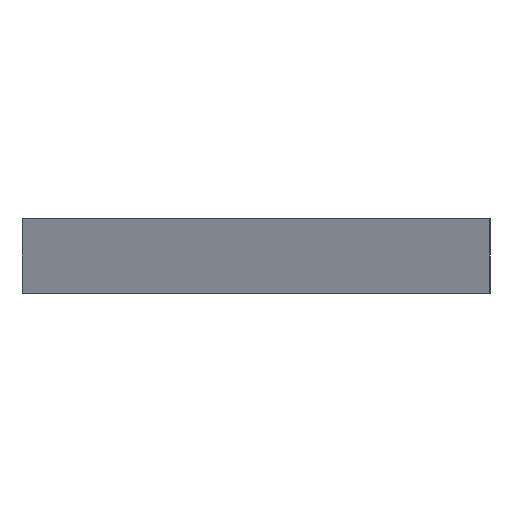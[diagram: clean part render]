
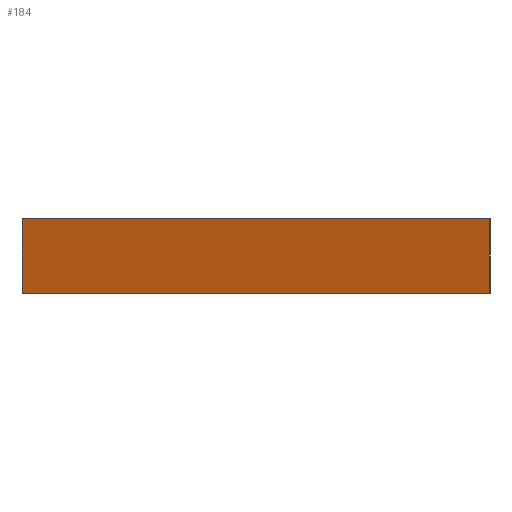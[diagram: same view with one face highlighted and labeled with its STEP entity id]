
A CAD part, left-side view. The second image highlights one B-rep face of the part: STEP entity #184.
In plain terms, the highlighted planar face has unit normal (-0.928, 0.371, 0).
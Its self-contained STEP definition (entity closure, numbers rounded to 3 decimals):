
#54=CARTESIAN_POINT('',(10.,40.,4.));
#55=VERTEX_POINT('',#54);
#56=CARTESIAN_POINT('',(-0.,15.,4.));
#57=VERTEX_POINT('',#56);
#58=CARTESIAN_POINT('',(10.,40.,4.));
#59=DIRECTION('',(-0.371,-0.928,0.));
#60=VECTOR('',#59,26.926);
#61=LINE('',#58,#60);
#62=EDGE_CURVE('',#55,#57,#61,.T.);
#95=CARTESIAN_POINT('',(-0.,15.,0.));
#96=VERTEX_POINT('',#95);
#97=CARTESIAN_POINT('',(-0.,15.,4.));
#98=DIRECTION('',(0.,0.,-1.));
#99=VECTOR('',#98,4.);
#100=LINE('',#97,#99);
#101=EDGE_CURVE('',#57,#96,#100,.T.);
#151=CARTESIAN_POINT('',(10.,40.,0.));
#152=VERTEX_POINT('',#151);
#159=CARTESIAN_POINT('',(10.,40.,4.));
#160=DIRECTION('',(0.,0.,-1.));
#161=VECTOR('',#160,4.);
#162=LINE('',#159,#161);
#163=EDGE_CURVE('',#55,#152,#162,.T.);
#168=CARTESIAN_POINT('',(5.,27.5,4.002));
#169=DIRECTION('',(0.928,-0.371,0.));
#170=DIRECTION('',(0.371,0.928,0.));
#171=AXIS2_PLACEMENT_3D('',#168,#169,#170);
#172=PLANE('',#171);
#173=ORIENTED_EDGE('',*,*,#62,.F.);
#174=ORIENTED_EDGE('',*,*,#163,.T.);
#175=CARTESIAN_POINT('',(10.,40.,0.));
#176=DIRECTION('',(-0.371,-0.928,0.));
#177=VECTOR('',#176,26.926);
#178=LINE('',#175,#177);
#179=EDGE_CURVE('',#152,#96,#178,.T.);
#180=ORIENTED_EDGE('',*,*,#179,.T.);
#181=ORIENTED_EDGE('',*,*,#101,.F.);
#182=EDGE_LOOP('',(#173,#174,#180,#181));
#183=FACE_BOUND('',#182,.T.);
#184=ADVANCED_FACE('',(#183),#172,.F.);
